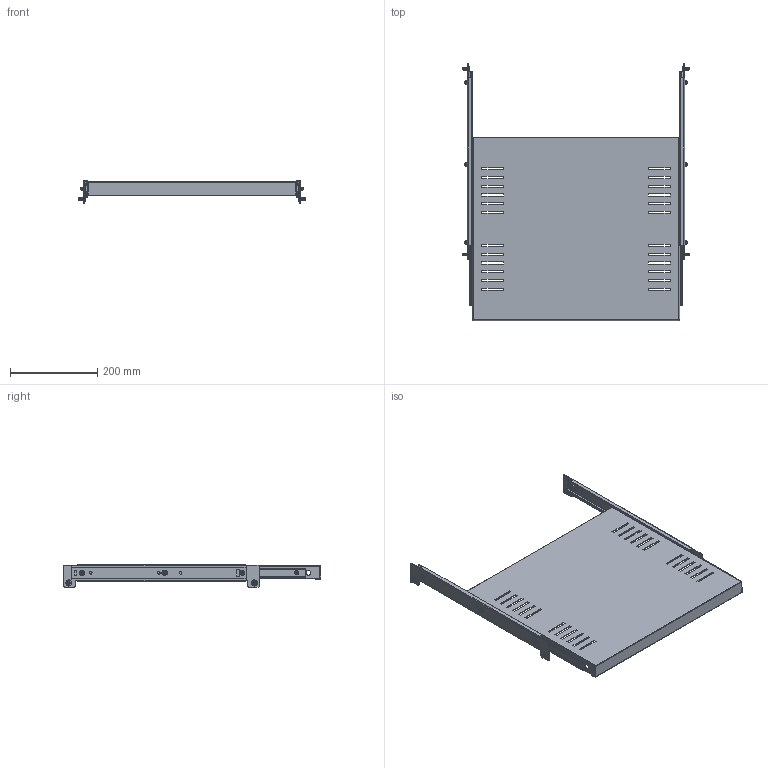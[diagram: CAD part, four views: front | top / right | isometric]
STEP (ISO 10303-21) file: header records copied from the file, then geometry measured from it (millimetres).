
FILE_DESCRIPTION (( 'STEP AP203' ), '1' );
FILE_NAME ('R5RE650.step', '2011-04-18T04:59:22', ( 'User' ), ( 'DKC' ), 'SwSTEP 2.0', 'SolidWorks 2011', '' );
FILE_SCHEMA (( 'CONFIG_CONTROL_DESIGN' ));
Length unit declared in the file: millimetre
Products named in the file (14): R5RE650; Flange Nut M5_Flange Nut M5; Vite M5x10 AC00C274_Vite M5x10 AC00C274; slide assemble_500; Plate1_500; bearing; ball; end-cup; separator; eight; Plate2_500; Rounded head screw with cross slot M6 x 12_ISO 7045 - M6 x 12 - Z --- 12S; Traversine sostegno guide per carrelo_500; Ripiano estraibile_600x500
Assembly tree (56 placements, depth 4):
  R5RE650
    Vite M5x10 AC00C274_Vite M5x10 AC00C274  x12
    Flange Nut M5_Flange Nut M5  x12
    Rounded head screw with cross slot M6 x 12_ISO 7045 - M6 x 12 - Z --- 12S  x4
    slide assemble_500  x2
      Plate1_500
      bearing
        ball  x16
        end-cup  x2
        separator
      Plate2_500
      eight
    Traversine sostegno guide per carrelo_500  x2
    Ripiano estraibile_600x500
Bounding box: 518.64 x 589.4 x 52.01 mm (x, y, z)
Volume: 557063 mm3; surface area: 770182.6 mm2
Topology: 75 solids, 75 shells, 5014 faces, 12484 edges, 7552 vertices
Faces by surface type: plane 2170, cone 1392, cylinder 1236, torus 72, bspline 72, sphere 72
Entity records: 48478 total; most frequent: CARTESIAN_POINT 8158, DIRECTION 7996, ORIENTED_EDGE 7728, EDGE_CURVE 3864, VECTOR 2800, LINE 2800, AXIS2_PLACEMENT_3D 2598, VERTEX_POINT 2358
